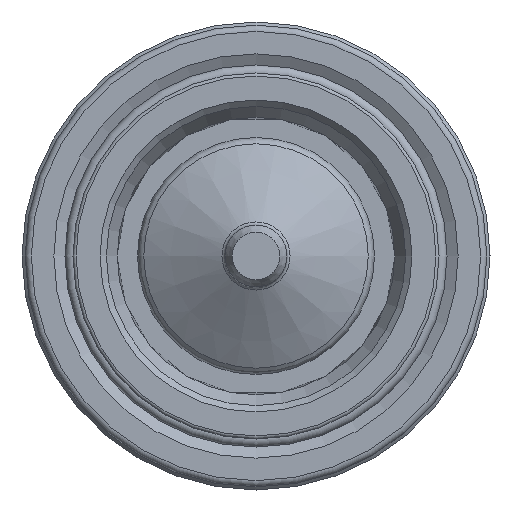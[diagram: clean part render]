
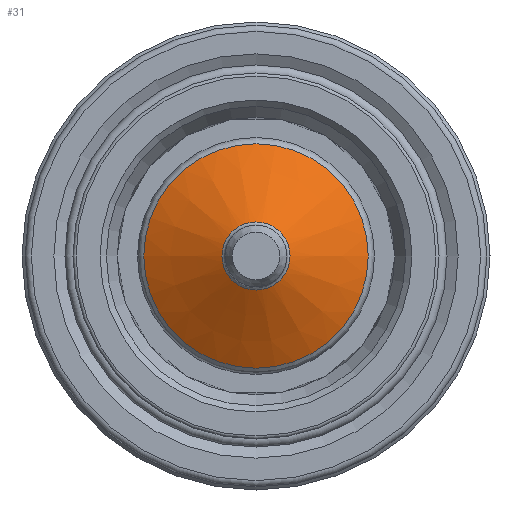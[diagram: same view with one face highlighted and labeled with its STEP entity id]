
A CAD part, left-side view. The second image highlights one B-rep face of the part: STEP entity #31.
In plain terms, the highlighted conical face has half-angle 60 degrees and reference radius 5.455 mm.
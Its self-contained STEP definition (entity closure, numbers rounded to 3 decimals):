
#31 = ADVANCED_FACE ( 'NONE', ( #1927, #466 ), #1542, .T. ) ;
#46 = CIRCLE ( 'NONE', #1166, 17.955 ) ;
#162 = DIRECTION ( 'NONE',  ( 1., 0., 0. ) ) ;
#169 = EDGE_CURVE ( 'NONE', #1895, #1895, #46, .T. ) ;
#187 = DIRECTION ( 'NONE',  ( 0., 1., 0. ) ) ;
#216 = AXIS2_PLACEMENT_3D ( 'NONE', #1193, #162, #187 ) ;
#241 = CARTESIAN_POINT ( 'NONE',  ( 18.319, 0., 0. ) ) ;
#466 = FACE_BOUND ( 'NONE', #2310, .T. ) ;
#801 = ORIENTED_EDGE ( 'NONE', *, *, #2045, .T. ) ;
#812 = CARTESIAN_POINT ( 'NONE',  ( 25.536, 17.955, 0. ) ) ;
#1166 = AXIS2_PLACEMENT_3D ( 'NONE', #2383, #1988, #2588 ) ;
#1193 = CARTESIAN_POINT ( 'NONE',  ( 18.319, 0., 0. ) ) ;
#1337 = CIRCLE ( 'NONE', #216, 5.455 ) ;
#1538 = VERTEX_POINT ( 'NONE', #2659 ) ;
#1542 = CONICAL_SURFACE ( 'NONE', #2604, 5.455, 1.047 ) ;
#1895 = VERTEX_POINT ( 'NONE', #812 ) ;
#1927 = FACE_OUTER_BOUND ( 'NONE', #1978, .T. ) ;
#1978 = EDGE_LOOP ( 'NONE', ( #2506 ) ) ;
#1988 = DIRECTION ( 'NONE',  ( 1., 0., 0. ) ) ;
#2045 = EDGE_CURVE ( 'NONE', #1538, #1538, #1337, .T. ) ;
#2096 = DIRECTION ( 'NONE',  ( 1., 0., 0. ) ) ;
#2281 = DIRECTION ( 'NONE',  ( 0., 1., 0. ) ) ;
#2310 = EDGE_LOOP ( 'NONE', ( #801 ) ) ;
#2383 = CARTESIAN_POINT ( 'NONE',  ( 25.536, 0., 0. ) ) ;
#2506 = ORIENTED_EDGE ( 'NONE', *, *, #169, .F. ) ;
#2588 = DIRECTION ( 'NONE',  ( 0., 1., 0. ) ) ;
#2604 = AXIS2_PLACEMENT_3D ( 'NONE', #241, #2096, #2281 ) ;
#2659 = CARTESIAN_POINT ( 'NONE',  ( 18.319, 5.455, 0. ) ) ;
